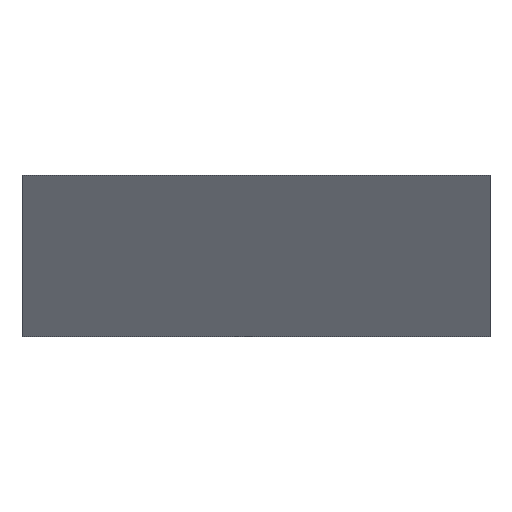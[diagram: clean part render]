
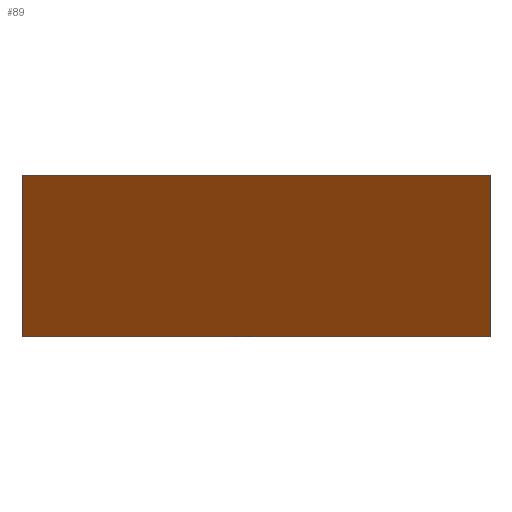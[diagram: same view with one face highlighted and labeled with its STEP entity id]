
A CAD part, front view. The second image highlights one B-rep face of the part: STEP entity #89.
In plain terms, the highlighted planar face has unit normal (-0.703, -0.711, 0).
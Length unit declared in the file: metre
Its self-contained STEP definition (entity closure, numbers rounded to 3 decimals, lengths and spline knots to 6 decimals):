
#26=ORIENTED_EDGE('',*,*,#44,.T.);
#27=ORIENTED_EDGE('',*,*,#45,.F.);
#28=ORIENTED_EDGE('',*,*,#46,.F.);
#29=ORIENTED_EDGE('',*,*,#41,.T.);
#41=EDGE_CURVE('',#51,#49,#56,.T.);
#44=EDGE_CURVE('',#49,#53,#59,.T.);
#45=EDGE_CURVE('',#54,#53,#60,.T.);
#46=EDGE_CURVE('',#51,#54,#61,.T.);
#49=VERTEX_POINT('',#148);
#51=VERTEX_POINT('',#151);
#53=VERTEX_POINT('',#157);
#54=VERTEX_POINT('',#159);
#56=LINE('',#150,#65);
#59=LINE('',#156,#68);
#60=LINE('',#158,#69);
#61=LINE('',#160,#70);
#65=VECTOR('',#129,1.);
#68=VECTOR('',#134,1.);
#69=VECTOR('',#135,1.);
#70=VECTOR('',#136,1.);
#74=EDGE_LOOP('',(#26,#27,#28,#29));
#79=FACE_BOUND('',#74,.T.);
#84=PLANE('',#120);
#89=ADVANCED_FACE('',(#79),#84,.F.);
#120=AXIS2_PLACEMENT_3D('',#155,#132,#133);
#129=DIRECTION('',(0.,0.,-1.));
#132=DIRECTION('',(0.703,0.711,0.));
#133=DIRECTION('',(-0.711,0.703,0.));
#134=DIRECTION('',(0.711,-0.703,0.));
#135=DIRECTION('',(0.,0.,-1.));
#136=DIRECTION('',(0.711,-0.703,0.));
#148=CARTESIAN_POINT('',(-0.009261,-0.106022,0.));
#150=CARTESIAN_POINT('',(-0.009261,-0.106022,0.025));
#151=CARTESIAN_POINT('',(-0.009261,-0.106022,0.025));
#155=CARTESIAN_POINT('',(0.026895,-0.141802,0.025));
#156=CARTESIAN_POINT('',(0.026895,-0.141802,0.));
#157=CARTESIAN_POINT('',(0.063052,-0.177582,0.));
#158=CARTESIAN_POINT('',(0.063052,-0.177582,0.025));
#159=CARTESIAN_POINT('',(0.063052,-0.177582,0.025));
#160=CARTESIAN_POINT('',(0.026895,-0.141802,0.025));
